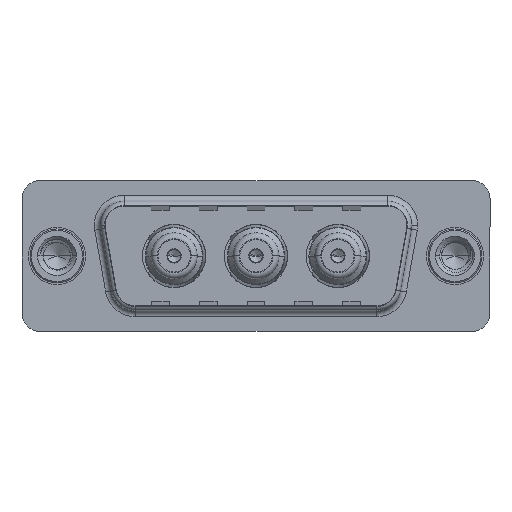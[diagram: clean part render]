
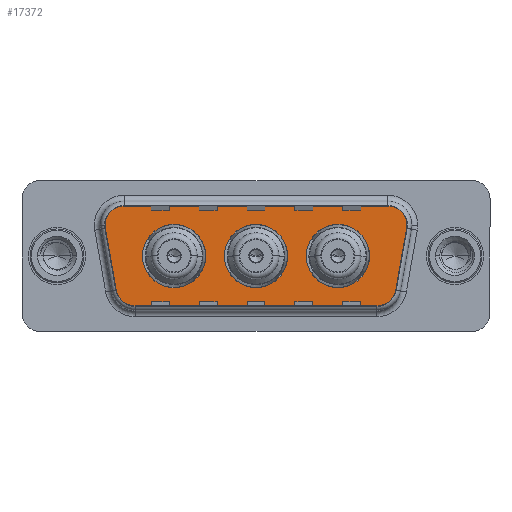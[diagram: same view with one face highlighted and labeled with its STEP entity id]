
A CAD part, top view. The second image highlights one B-rep face of the part: STEP entity #17372.
In plain terms, the highlighted planar face has unit normal (0, 0, 1).
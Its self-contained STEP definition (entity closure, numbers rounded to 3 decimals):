
#108 = DIRECTION ( 'NONE',  ( 1., 0., 0. ) ) ;
#127 = VECTOR ( 'NONE', #15611, 1000. ) ;
#148 = VERTEX_POINT ( 'NONE', #9578 ) ;
#178 = VECTOR ( 'NONE', #5194, 1000. ) ;
#417 = CARTESIAN_POINT ( 'NONE',  ( 20.85, 0., 0. ) ) ;
#783 = CIRCLE ( 'NONE', #10746, 2.65 ) ;
#1635 = CARTESIAN_POINT ( 'NONE',  ( 5.411, 2.9, 0. ) ) ;
#1776 = VERTEX_POINT ( 'NONE', #15686 ) ;
#1859 = DIRECTION ( 'NONE',  ( 0., 0., 1. ) ) ;
#1860 = CARTESIAN_POINT ( 'NONE',  ( 16.65, 0., 0. ) ) ;
#1941 = VERTEX_POINT ( 'NONE', #14024 ) ;
#2064 = ORIENTED_EDGE ( 'NONE', *, *, #5427, .F. ) ;
#2134 = EDGE_CURVE ( 'NONE', #17589, #148, #6628, .T. ) ;
#2354 = VERTEX_POINT ( 'NONE', #3231 ) ;
#2403 = AXIS2_PLACEMENT_3D ( 'NONE', #11489, #11837, #11835 ) ;
#2649 = VERTEX_POINT ( 'NONE', #18925 ) ;
#2755 = VECTOR ( 'NONE', #9143, 1000. ) ;
#3231 = CARTESIAN_POINT ( 'NONE',  ( 12.45, 0., 0. ) ) ;
#3279 = CARTESIAN_POINT ( 'NONE',  ( 23.5, 0., 0. ) ) ;
#3302 = LINE ( 'NONE', #8738, #11996 ) ;
#3351 = DIRECTION ( 'NONE',  ( 1., 0., 0. ) ) ;
#3354 = EDGE_CURVE ( 'NONE', #16192, #17145, #5937, .T. ) ;
#3434 = CIRCLE ( 'NONE', #17780, 2.65 ) ;
#3466 = DIRECTION ( 'NONE',  ( 0., 0., 1. ) ) ;
#3553 = EDGE_CURVE ( 'NONE', #1776, #6614, #11425, .T. ) ;
#3642 = DIRECTION ( 'NONE',  ( 0., 0., 1. ) ) ;
#3676 = CARTESIAN_POINT ( 'NONE',  ( 27.889, 2.9, 0. ) ) ;
#3929 = DIRECTION ( 'NONE',  ( 0., 0., 1. ) ) ;
#4056 = LINE ( 'NONE', #5300, #127 ) ;
#4116 = LINE ( 'NONE', #12514, #178 ) ;
#4451 = CIRCLE ( 'NONE', #10894, 2. ) ;
#4483 = CARTESIAN_POINT ( 'NONE',  ( 28.836, -3.247, 0. ) ) ;
#4488 = EDGE_LOOP ( 'NONE', ( #11363, #17648, #7319, #6629, #11164, #13259, #5295, #11439, #9999 ) ) ;
#4693 = ORIENTED_EDGE ( 'NONE', *, *, #8292, .F. ) ;
#4730 = DIRECTION ( 'NONE',  ( 1., 0., 0. ) ) ;
#4750 = ORIENTED_EDGE ( 'NONE', *, *, #13191, .F. ) ;
#4915 = VERTEX_POINT ( 'NONE', #8988 ) ;
#5102 = CARTESIAN_POINT ( 'NONE',  ( 4.464, -3.247, 0. ) ) ;
#5130 = DIRECTION ( 'NONE',  ( -1., 0., 0. ) ) ;
#5194 = DIRECTION ( 'NONE',  ( 0.174, -0.985, 0. ) ) ;
#5255 = AXIS2_PLACEMENT_3D ( 'NONE', #11176, #3929, #14203 ) ;
#5295 = ORIENTED_EDGE ( 'NONE', *, *, #9850, .T. ) ;
#5300 = CARTESIAN_POINT ( 'NONE',  ( 5.411, 4.9, 0. ) ) ;
#5427 = EDGE_CURVE ( 'NONE', #17071, #1941, #9086, .T. ) ;
#5582 = AXIS2_PLACEMENT_3D ( 'NONE', #5697, #16006, #7174 ) ;
#5697 = CARTESIAN_POINT ( 'NONE',  ( 9.8, 0., 0. ) ) ;
#5835 = FACE_OUTER_BOUND ( 'NONE', #4488, .T. ) ;
#5937 = CIRCLE ( 'NONE', #2403, 2. ) ;
#6032 = ORIENTED_EDGE ( 'NONE', *, *, #17711, .F. ) ;
#6180 = DIRECTION ( 'NONE',  ( 0., 0., 1. ) ) ;
#6239 = VERTEX_POINT ( 'NONE', #417 ) ;
#6294 = FACE_BOUND ( 'NONE', #12595, .T. ) ;
#6614 = VERTEX_POINT ( 'NONE', #15252 ) ;
#6628 = LINE ( 'NONE', #10647, #2755 ) ;
#6629 = ORIENTED_EDGE ( 'NONE', *, *, #3354, .T. ) ;
#6873 = CIRCLE ( 'NONE', #5582, 2.65 ) ;
#7111 = CARTESIAN_POINT ( 'NONE',  ( 26.866, -2.9, 0. ) ) ;
#7174 = DIRECTION ( 'NONE',  ( 1., 0., 0. ) ) ;
#7319 = ORIENTED_EDGE ( 'NONE', *, *, #17288, .T. ) ;
#7510 = CARTESIAN_POINT ( 'NONE',  ( 19.3, 0., 0. ) ) ;
#8292 = EDGE_CURVE ( 'NONE', #14423, #6239, #3434, .T. ) ;
#8304 = ORIENTED_EDGE ( 'NONE', *, *, #15090, .F. ) ;
#8606 = DIRECTION ( 'NONE',  ( 1., 0., 0. ) ) ;
#8738 = CARTESIAN_POINT ( 'NONE',  ( 6.434, -4.9, 0. ) ) ;
#8988 = CARTESIAN_POINT ( 'NONE',  ( 7.15, 0., 0. ) ) ;
#9086 = CIRCLE ( 'NONE', #18490, 2.65 ) ;
#9143 = DIRECTION ( 'NONE',  ( 0.174, 0.985, 0. ) ) ;
#9578 = CARTESIAN_POINT ( 'NONE',  ( 29.859, 2.553, 0. ) ) ;
#9724 = FACE_BOUND ( 'NONE', #12419, .T. ) ;
#9738 = CIRCLE ( 'NONE', #17157, 2. ) ;
#9850 = EDGE_CURVE ( 'NONE', #6614, #17921, #4116, .T. ) ;
#9867 = CARTESIAN_POINT ( 'NONE',  ( 26.15, 0., 0. ) ) ;
#9999 = ORIENTED_EDGE ( 'NONE', *, *, #18932, .T. ) ;
#10594 = CARTESIAN_POINT ( 'NONE',  ( 9.8, 0., 0. ) ) ;
#10647 = CARTESIAN_POINT ( 'NONE',  ( 29.859, 2.553, 0. ) ) ;
#10746 = AXIS2_PLACEMENT_3D ( 'NONE', #3279, #13545, #4730 ) ;
#10894 = AXIS2_PLACEMENT_3D ( 'NONE', #12407, #3642, #13917 ) ;
#11111 = PLANE ( 'NONE',  #5255 ) ;
#11164 = ORIENTED_EDGE ( 'NONE', *, *, #11527, .T. ) ;
#11176 = CARTESIAN_POINT ( 'NONE',  ( 26.866, -2.9, 0. ) ) ;
#11363 = ORIENTED_EDGE ( 'NONE', *, *, #16877, .T. ) ;
#11393 = ORIENTED_EDGE ( 'NONE', *, *, #17178, .F. ) ;
#11425 = CIRCLE ( 'NONE', #13233, 2. ) ;
#11439 = ORIENTED_EDGE ( 'NONE', *, *, #18586, .T. ) ;
#11489 = CARTESIAN_POINT ( 'NONE',  ( 27.889, 2.9, 0. ) ) ;
#11527 = EDGE_CURVE ( 'NONE', #17145, #1776, #4056, .T. ) ;
#11835 = DIRECTION ( 'NONE',  ( -1., 0., 0. ) ) ;
#11837 = DIRECTION ( 'NONE',  ( 0., 0., 1. ) ) ;
#11866 = VERTEX_POINT ( 'NONE', #11889 ) ;
#11889 = CARTESIAN_POINT ( 'NONE',  ( 6.434, -4.9, 0. ) ) ;
#11996 = VECTOR ( 'NONE', #17440, 1000. ) ;
#12114 = DIRECTION ( 'NONE',  ( 1., 0., 0. ) ) ;
#12117 = DIRECTION ( 'NONE',  ( 0., 0., 1. ) ) ;
#12185 = EDGE_LOOP ( 'NONE', ( #2064, #11393 ) ) ;
#12234 = CARTESIAN_POINT ( 'NONE',  ( 23.5, 0., 0. ) ) ;
#12238 = CIRCLE ( 'NONE', #14469, 2.65 ) ;
#12407 = CARTESIAN_POINT ( 'NONE',  ( 6.434, -2.9, 0. ) ) ;
#12419 = EDGE_LOOP ( 'NONE', ( #8304, #4750 ) ) ;
#12514 = CARTESIAN_POINT ( 'NONE',  ( 3.441, 2.553, 0. ) ) ;
#12595 = EDGE_LOOP ( 'NONE', ( #4693, #6032 ) ) ;
#12981 = CIRCLE ( 'NONE', #16804, 2.65 ) ;
#13191 = EDGE_CURVE ( 'NONE', #4915, #2354, #12238, .T. ) ;
#13233 = AXIS2_PLACEMENT_3D ( 'NONE', #1635, #6180, #108 ) ;
#13259 = ORIENTED_EDGE ( 'NONE', *, *, #3553, .T. ) ;
#13527 = AXIS2_PLACEMENT_3D ( 'NONE', #3676, #13946, #5130 ) ;
#13545 = DIRECTION ( 'NONE',  ( 0., 0., 1. ) ) ;
#13747 = DIRECTION ( 'NONE',  ( 1., 0., 0. ) ) ;
#13917 = DIRECTION ( 'NONE',  ( -1., 0., 0. ) ) ;
#13946 = DIRECTION ( 'NONE',  ( 0., 0., 1. ) ) ;
#14024 = CARTESIAN_POINT ( 'NONE',  ( 14., 0., 0. ) ) ;
#14159 = FACE_BOUND ( 'NONE', #12185, .T. ) ;
#14203 = DIRECTION ( 'NONE',  ( 1., 0., 0. ) ) ;
#14423 = VERTEX_POINT ( 'NONE', #9867 ) ;
#14469 = AXIS2_PLACEMENT_3D ( 'NONE', #10594, #1859, #12114 ) ;
#14517 = CARTESIAN_POINT ( 'NONE',  ( 16.65, 0., 0. ) ) ;
#15090 = EDGE_CURVE ( 'NONE', #2354, #4915, #6873, .T. ) ;
#15252 = CARTESIAN_POINT ( 'NONE',  ( 3.441, 2.553, 0. ) ) ;
#15541 = CIRCLE ( 'NONE', #13527, 2. ) ;
#15611 = DIRECTION ( 'NONE',  ( -1., 0., 0. ) ) ;
#15686 = CARTESIAN_POINT ( 'NONE',  ( 5.411, 4.9, 0. ) ) ;
#16006 = DIRECTION ( 'NONE',  ( 0., 0., 1. ) ) ;
#16192 = VERTEX_POINT ( 'NONE', #18262 ) ;
#16804 = AXIS2_PLACEMENT_3D ( 'NONE', #1860, #12117, #3351 ) ;
#16877 = EDGE_CURVE ( 'NONE', #2649, #17589, #9738, .T. ) ;
#17071 = VERTEX_POINT ( 'NONE', #7510 ) ;
#17145 = VERTEX_POINT ( 'NONE', #17862 ) ;
#17157 = AXIS2_PLACEMENT_3D ( 'NONE', #7111, #17370, #8606 ) ;
#17178 = EDGE_CURVE ( 'NONE', #1941, #17071, #12981, .T. ) ;
#17288 = EDGE_CURVE ( 'NONE', #148, #16192, #15541, .T. ) ;
#17370 = DIRECTION ( 'NONE',  ( 0., 0., 1. ) ) ;
#17372 = ADVANCED_FACE ( 'NONE', ( #14159, #6294, #9724, #5835 ), #11111, .T. ) ;
#17440 = DIRECTION ( 'NONE',  ( 1., 0., 0. ) ) ;
#17589 = VERTEX_POINT ( 'NONE', #4483 ) ;
#17648 = ORIENTED_EDGE ( 'NONE', *, *, #2134, .T. ) ;
#17711 = EDGE_CURVE ( 'NONE', #6239, #14423, #783, .T. ) ;
#17780 = AXIS2_PLACEMENT_3D ( 'NONE', #12234, #3466, #13747 ) ;
#17862 = CARTESIAN_POINT ( 'NONE',  ( 27.889, 4.9, 0. ) ) ;
#17921 = VERTEX_POINT ( 'NONE', #5102 ) ;
#18080 = DIRECTION ( 'NONE',  ( 1., 0., 0. ) ) ;
#18262 = CARTESIAN_POINT ( 'NONE',  ( 29.889, 2.9, 0. ) ) ;
#18380 = DIRECTION ( 'NONE',  ( 0., 0., 1. ) ) ;
#18490 = AXIS2_PLACEMENT_3D ( 'NONE', #14517, #18380, #18080 ) ;
#18586 = EDGE_CURVE ( 'NONE', #17921, #11866, #4451, .T. ) ;
#18925 = CARTESIAN_POINT ( 'NONE',  ( 26.866, -4.9, 0. ) ) ;
#18932 = EDGE_CURVE ( 'NONE', #11866, #2649, #3302, .T. ) ;
